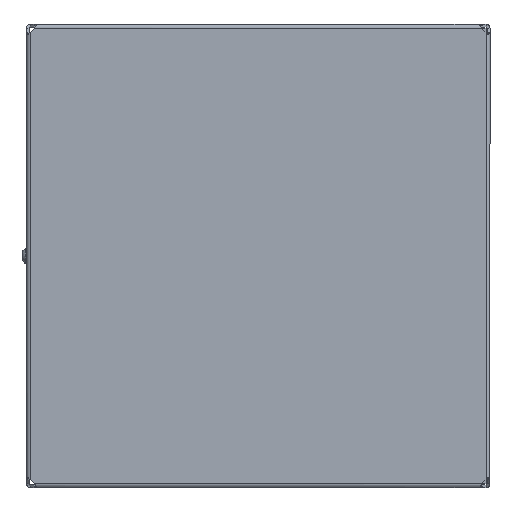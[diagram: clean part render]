
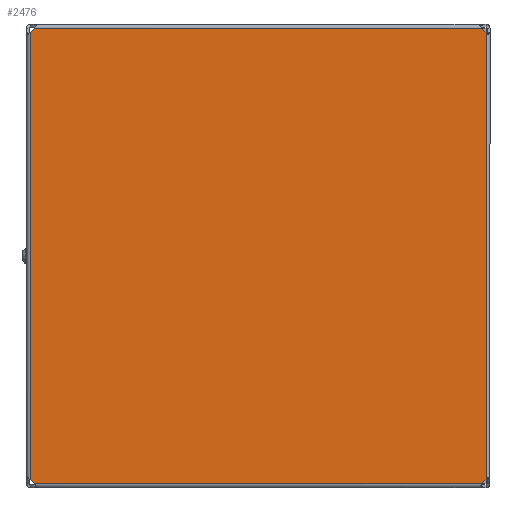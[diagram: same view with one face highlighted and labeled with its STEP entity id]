
A CAD part, front view. The second image highlights one B-rep face of the part: STEP entity #2476.
In plain terms, the highlighted planar face has unit normal (0, -1, 0).
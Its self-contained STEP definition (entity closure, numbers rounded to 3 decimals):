
#19 = CARTESIAN_POINT ( 'NONE',  ( 112.232, 0., -114.268 ) ) ;
#418 = DIRECTION ( 'NONE',  ( -0.707, 0., -0.707 ) ) ;
#604 = CARTESIAN_POINT ( 'NONE',  ( 99.25, 0., -127.25 ) ) ;
#627 = VERTEX_POINT ( 'NONE', #28793 ) ;
#1981 = CARTESIAN_POINT ( 'NONE',  ( 114.268, 0., -112.232 ) ) ;
#2143 = VECTOR ( 'NONE', #35911, 1000. ) ;
#2160 = LINE ( 'NONE', #28072, #15570 ) ;
#2293 = EDGE_CURVE ( 'NONE', #22677, #14510, #17545, .T. ) ;
#2429 = LINE ( 'NONE', #19723, #25020 ) ;
#2476 = ADVANCED_FACE ( 'NONE', ( #28335 ), #8294, .F. ) ;
#2731 = ORIENTED_EDGE ( 'NONE', *, *, #17827, .F. ) ;
#3496 = DIRECTION ( 'NONE',  ( 0., 0., 1. ) ) ;
#4416 = EDGE_CURVE ( 'NONE', #28027, #14510, #2429, .T. ) ;
#4478 = LINE ( 'NONE', #24671, #2143 ) ;
#4770 = VECTOR ( 'NONE', #8738, 1000. ) ;
#4812 = VERTEX_POINT ( 'NONE', #1981 ) ;
#4927 = CARTESIAN_POINT ( 'NONE',  ( 99.25, 0., 127.25 ) ) ;
#5534 = DIRECTION ( 'NONE',  ( 0., 1., 0. ) ) ;
#5898 = EDGE_LOOP ( 'NONE', ( #33012, #32042, #13913, #25151, #16890, #16007, #2731, #20579 ) ) ;
#6123 = LINE ( 'NONE', #604, #7916 ) ;
#6949 = LINE ( 'NONE', #4927, #21064 ) ;
#7916 = VECTOR ( 'NONE', #418, 1000. ) ;
#8202 = CARTESIAN_POINT ( 'NONE',  ( 114.268, 0., 0. ) ) ;
#8294 = PLANE ( 'NONE',  #10772 ) ;
#8376 = DIRECTION ( 'NONE',  ( 0., 0., -1. ) ) ;
#8738 = DIRECTION ( 'NONE',  ( 0., 0., -1. ) ) ;
#9882 = EDGE_CURVE ( 'NONE', #22270, #4812, #16481, .T. ) ;
#10772 = AXIS2_PLACEMENT_3D ( 'NONE', #11224, #5534, #3496 ) ;
#11224 = CARTESIAN_POINT ( 'NONE',  ( 0., 0., 0. ) ) ;
#11678 = LINE ( 'NONE', #31522, #4770 ) ;
#12580 = DIRECTION ( 'NONE',  ( -1., 0., 0. ) ) ;
#13913 = ORIENTED_EDGE ( 'NONE', *, *, #2293, .T. ) ;
#14279 = VERTEX_POINT ( 'NONE', #26739 ) ;
#14510 = VERTEX_POINT ( 'NONE', #22965 ) ;
#15570 = VECTOR ( 'NONE', #33048, 1000. ) ;
#15670 = EDGE_CURVE ( 'NONE', #4812, #18976, #6123, .T. ) ;
#16007 = ORIENTED_EDGE ( 'NONE', *, *, #16281, .F. ) ;
#16281 = EDGE_CURVE ( 'NONE', #14279, #627, #2160, .T. ) ;
#16481 = LINE ( 'NONE', #8202, #34390 ) ;
#16751 = CARTESIAN_POINT ( 'NONE',  ( 112.232, 0., 114.268 ) ) ;
#16890 = ORIENTED_EDGE ( 'NONE', *, *, #32727, .T. ) ;
#17545 = LINE ( 'NONE', #28774, #26507 ) ;
#17827 = EDGE_CURVE ( 'NONE', #18976, #14279, #4478, .T. ) ;
#18976 = VERTEX_POINT ( 'NONE', #19 ) ;
#19723 = CARTESIAN_POINT ( 'NONE',  ( -99.25, 0., 127.25 ) ) ;
#20579 = ORIENTED_EDGE ( 'NONE', *, *, #15670, .F. ) ;
#21064 = VECTOR ( 'NONE', #26797, 1000. ) ;
#21359 = EDGE_CURVE ( 'NONE', #22677, #22270, #6949, .T. ) ;
#22270 = VERTEX_POINT ( 'NONE', #35394 ) ;
#22677 = VERTEX_POINT ( 'NONE', #16751 ) ;
#22965 = CARTESIAN_POINT ( 'NONE',  ( -112.232, 0., 114.268 ) ) ;
#24671 = CARTESIAN_POINT ( 'NONE',  ( 0., 0., -114.268 ) ) ;
#25020 = VECTOR ( 'NONE', #27816, 1000. ) ;
#25151 = ORIENTED_EDGE ( 'NONE', *, *, #4416, .F. ) ;
#26507 = VECTOR ( 'NONE', #12580, 1000. ) ;
#26739 = CARTESIAN_POINT ( 'NONE',  ( -112.232, 0., -114.268 ) ) ;
#26797 = DIRECTION ( 'NONE',  ( 0.707, 0., -0.707 ) ) ;
#27816 = DIRECTION ( 'NONE',  ( 0.707, 0., 0.707 ) ) ;
#28027 = VERTEX_POINT ( 'NONE', #28502 ) ;
#28072 = CARTESIAN_POINT ( 'NONE',  ( -99.25, 0., -127.25 ) ) ;
#28335 = FACE_OUTER_BOUND ( 'NONE', #5898, .T. ) ;
#28502 = CARTESIAN_POINT ( 'NONE',  ( -114.268, 0., 112.232 ) ) ;
#28774 = CARTESIAN_POINT ( 'NONE',  ( 0., 0., 114.268 ) ) ;
#28793 = CARTESIAN_POINT ( 'NONE',  ( -114.268, 0., -112.232 ) ) ;
#31522 = CARTESIAN_POINT ( 'NONE',  ( -114.268, 0., 0. ) ) ;
#32042 = ORIENTED_EDGE ( 'NONE', *, *, #21359, .F. ) ;
#32727 = EDGE_CURVE ( 'NONE', #28027, #627, #11678, .T. ) ;
#33012 = ORIENTED_EDGE ( 'NONE', *, *, #9882, .F. ) ;
#33048 = DIRECTION ( 'NONE',  ( -0.707, 0., 0.707 ) ) ;
#34390 = VECTOR ( 'NONE', #8376, 1000. ) ;
#35394 = CARTESIAN_POINT ( 'NONE',  ( 114.268, 0., 112.232 ) ) ;
#35911 = DIRECTION ( 'NONE',  ( -1., 0., 0. ) ) ;
